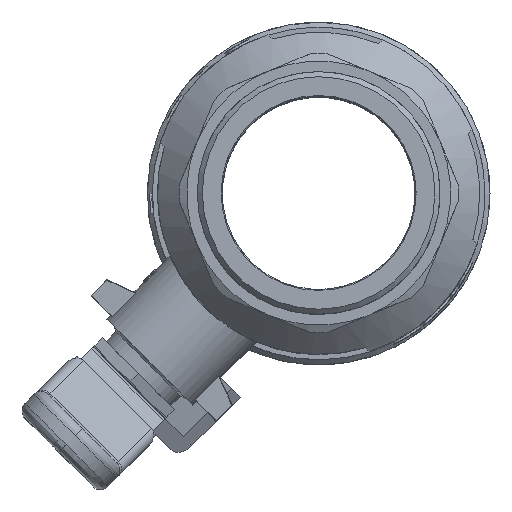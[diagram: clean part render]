
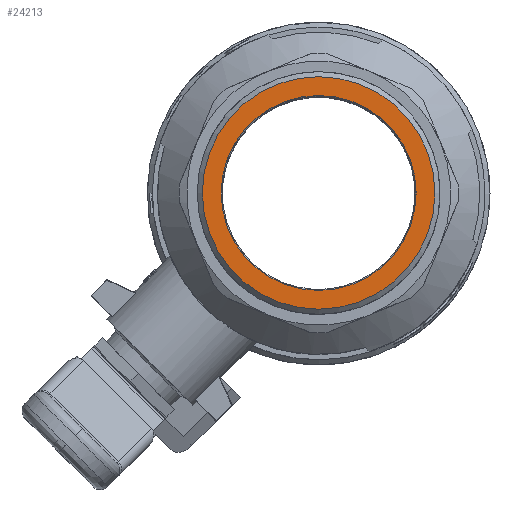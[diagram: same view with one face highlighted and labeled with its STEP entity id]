
A CAD part, top view. The second image highlights one B-rep face of the part: STEP entity #24213.
In plain terms, the highlighted planar face has unit normal (0, 0, 1).
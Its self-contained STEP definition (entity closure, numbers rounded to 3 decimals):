
#11929=ORIENTED_EDGE('',*,*,#15843,.F.);
#11930=ORIENTED_EDGE('',*,*,#15844,.F.);
#15843=EDGE_CURVE('',#18367,#18367,#18836,.T.);
#15844=EDGE_CURVE('',#18368,#18368,#18837,.T.);
#18367=VERTEX_POINT('',#54373);
#18368=VERTEX_POINT('',#54375);
#18836=CIRCLE('',#35731,22.902);
#18837=CIRCLE('',#35732,19.2);
#20241=EDGE_LOOP('',(#11929));
#20242=EDGE_LOOP('',(#11930));
#21709=FACE_BOUND('',#20241,.T.);
#21710=FACE_BOUND('',#20242,.T.);
#22913=PLANE('',#35730);
#24213=ADVANCED_FACE('',(#21709,#21710),#22913,.T.);
#35730=AXIS2_PLACEMENT_3D('',#54371,#43722,#43723);
#35731=AXIS2_PLACEMENT_3D('',#54372,#43724,#43725);
#35732=AXIS2_PLACEMENT_3D('',#54374,#43726,#43727);
#43722=DIRECTION('',(0.,0.,1.));
#43723=DIRECTION('',(1.,0.,0.));
#43724=DIRECTION('',(0.,0.,-1.));
#43725=DIRECTION('',(-1.,0.,0.));
#43726=DIRECTION('',(0.,0.,1.));
#43727=DIRECTION('',(1.,0.,0.));
#54371=CARTESIAN_POINT('',(0.082,-0.476,74.));
#54372=CARTESIAN_POINT('',(0.,0.,74.));
#54373=CARTESIAN_POINT('',(-22.902,0.,74.));
#54374=CARTESIAN_POINT('',(0.,0.,74.));
#54375=CARTESIAN_POINT('',(19.2,0.,74.));
